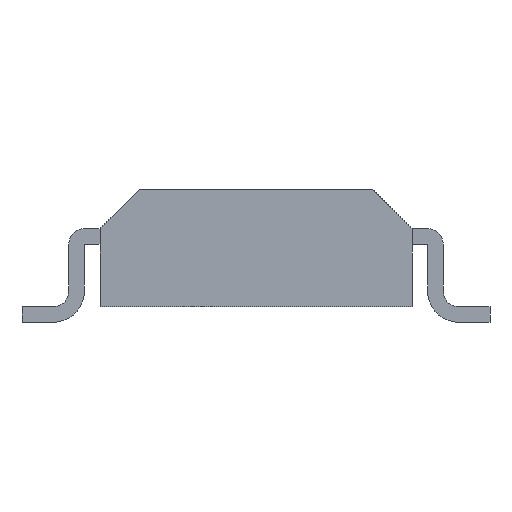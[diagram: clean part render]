
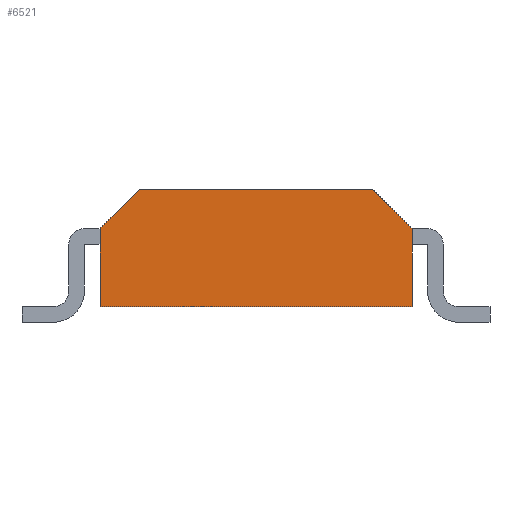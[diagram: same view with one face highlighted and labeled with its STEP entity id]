
A CAD part, left-side view. The second image highlights one B-rep face of the part: STEP entity #6521.
In plain terms, the highlighted planar face has unit normal (-1, 0, 0).
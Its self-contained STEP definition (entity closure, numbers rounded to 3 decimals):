
#426 = CARTESIAN_POINT ( 'NONE',  ( -2.45, 2., 0.2 ) ) ;
#427 = DIRECTION ( 'NONE',  ( 0., 0., -1. ) ) ;
#428 = VECTOR ( 'NONE', #427, 1000. ) ;
#429 = CARTESIAN_POINT ( 'NONE',  ( -2.45, 2., 1.7 ) ) ;
#430 = LINE ( 'NONE', #429, #428 ) ;
#431 = CARTESIAN_POINT ( 'NONE',  ( -2.45, 2., 1.2 ) ) ;
#432 = DIRECTION ( 'NONE',  ( 0., 0.707, -0.707 ) ) ;
#433 = VECTOR ( 'NONE', #432, 1000. ) ;
#443 = CARTESIAN_POINT ( 'NONE',  ( -2.45, 1.5, 1.7 ) ) ;
#444 = LINE ( 'NONE', #443, #433 ) ;
#660 = CARTESIAN_POINT ( 'NONE',  ( -2.45, -1.5, 1.7 ) ) ;
#661 = DIRECTION ( 'NONE',  ( 0., -1., 0. ) ) ;
#662 = VECTOR ( 'NONE', #661, 1000. ) ;
#663 = CARTESIAN_POINT ( 'NONE',  ( -2.45, 2., 1.7 ) ) ;
#664 = LINE ( 'NONE', #663, #662 ) ;
#665 = CARTESIAN_POINT ( 'NONE',  ( -2.45, 1.5, 1.7 ) ) ;
#706 = DIRECTION ( 'NONE',  ( 0., 0.707, 0.707 ) ) ;
#707 = VECTOR ( 'NONE', #706, 1000. ) ;
#708 = CARTESIAN_POINT ( 'NONE',  ( -2.45, -1.5, 1.7 ) ) ;
#709 = LINE ( 'NONE', #708, #707 ) ;
#711 = CARTESIAN_POINT ( 'NONE',  ( -2.45, -2., 1.2 ) ) ;
#712 = DIRECTION ( 'NONE',  ( 0., 0., -1. ) ) ;
#713 = VECTOR ( 'NONE', #712, 1000. ) ;
#714 = CARTESIAN_POINT ( 'NONE',  ( -2.45, -2., 1.7 ) ) ;
#715 = LINE ( 'NONE', #714, #713 ) ;
#716 = CARTESIAN_POINT ( 'NONE',  ( -2.45, -2., 0.2 ) ) ;
#717 = DIRECTION ( 'NONE',  ( 0., -1., 0. ) ) ;
#718 = VECTOR ( 'NONE', #717, 1000. ) ;
#719 = CARTESIAN_POINT ( 'NONE',  ( -2.45, 2., 0.2 ) ) ;
#720 = LINE ( 'NONE', #719, #718 ) ;
#739 = FACE_OUTER_BOUND ( 'NONE', #6522, .T. ) ;
#815 = DIRECTION ( 'NONE',  ( 0., 1., 0. ) ) ;
#816 = DIRECTION ( 'NONE',  ( 1., 0., 0. ) ) ;
#817 = CARTESIAN_POINT ( 'NONE',  ( -2.45, 2., 1.7 ) ) ;
#818 = AXIS2_PLACEMENT_3D ( 'NONE', #817, #816, #815 ) ;
#819 = PLANE ( 'NONE',  #818 ) ;
#6434 = ORIENTED_EDGE ( 'NONE', *, *, #6479, .F. ) ;
#6435 = ORIENTED_EDGE ( 'NONE', *, *, #6436, .T. ) ;
#6436 = EDGE_CURVE ( 'NONE', #6477, #6437, #444, .T. ) ;
#6437 = VERTEX_POINT ( 'NONE', #431 ) ;
#6438 = ORIENTED_EDGE ( 'NONE', *, *, #6439, .T. ) ;
#6439 = EDGE_CURVE ( 'NONE', #6437, #6440, #430, .T. ) ;
#6440 = VERTEX_POINT ( 'NONE', #426 ) ;
#6477 = VERTEX_POINT ( 'NONE', #665 ) ;
#6479 = EDGE_CURVE ( 'NONE', #6477, #6480, #664, .T. ) ;
#6480 = VERTEX_POINT ( 'NONE', #660 ) ;
#6501 = ORIENTED_EDGE ( 'NONE', *, *, #6502, .T. ) ;
#6502 = EDGE_CURVE ( 'NONE', #6440, #6503, #720, .T. ) ;
#6503 = VERTEX_POINT ( 'NONE', #716 ) ;
#6504 = ORIENTED_EDGE ( 'NONE', *, *, #6505, .F. ) ;
#6505 = EDGE_CURVE ( 'NONE', #6506, #6503, #715, .T. ) ;
#6506 = VERTEX_POINT ( 'NONE', #711 ) ;
#6507 = ORIENTED_EDGE ( 'NONE', *, *, #6508, .T. ) ;
#6508 = EDGE_CURVE ( 'NONE', #6506, #6480, #709, .T. ) ;
#6521 = ADVANCED_FACE ( 'NONE', ( #739 ), #819, .F. ) ;
#6522 = EDGE_LOOP ( 'NONE', ( #6434, #6435, #6438, #6501, #6504, #6507 ) ) ;
